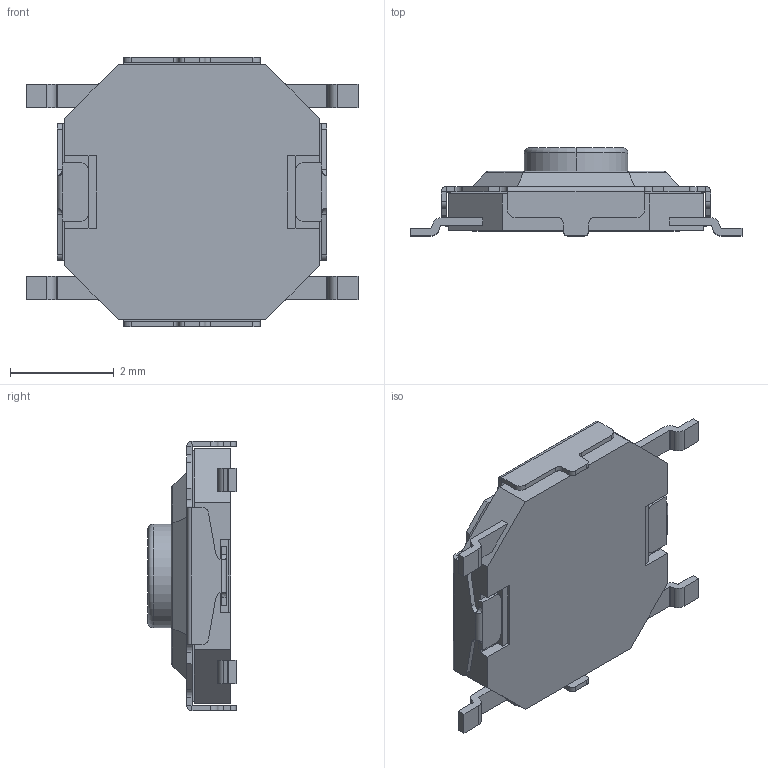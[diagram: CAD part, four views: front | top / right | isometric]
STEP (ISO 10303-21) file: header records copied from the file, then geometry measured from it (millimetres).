
FILE_DESCRIPTION (( 'STEP AP214' ), '1' );
FILE_NAME ('PTS526 SMG15 SMTR2 LFS.STEP', '2022-01-06T05:06:23', ( '' ), ( '' ), 'SwSTEP 2.0', 'SolidWorks 2017', '' );
FILE_SCHEMA (( 'AUTOMOTIVE_DESIGN' ));
Length unit declared in the file: millimetre
Products named in the file (1): PTS526 SMG15 SMTR2 LFS
Bounding box: 6.4 x 1.7 x 5.2 mm (x, y, z)
Volume: 24.3 mm3; surface area: 133.6 mm2
Topology: 7 solids, 7 shells, 235 faces, 612 edges, 394 vertices
Faces by surface type: plane 161, cylinder 68, bspline 4, torus 2
Entity records: 7552 total; most frequent: CARTESIAN_POINT 1664, ORIENTED_EDGE 1224, DIRECTION 1172, EDGE_CURVE 612, VECTOR 468, LINE 468, VERTEX_POINT 394, AXIS2_PLACEMENT_3D 352
